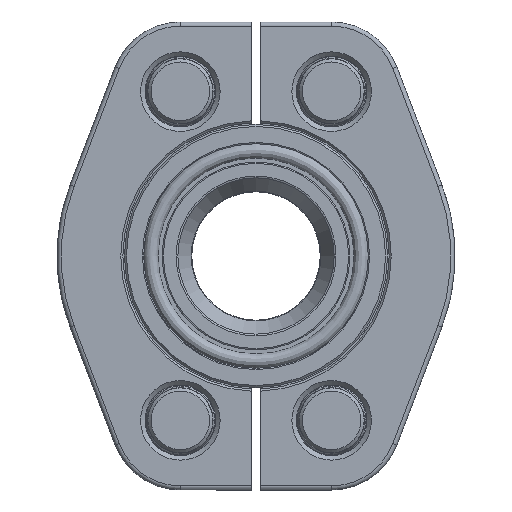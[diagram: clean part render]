
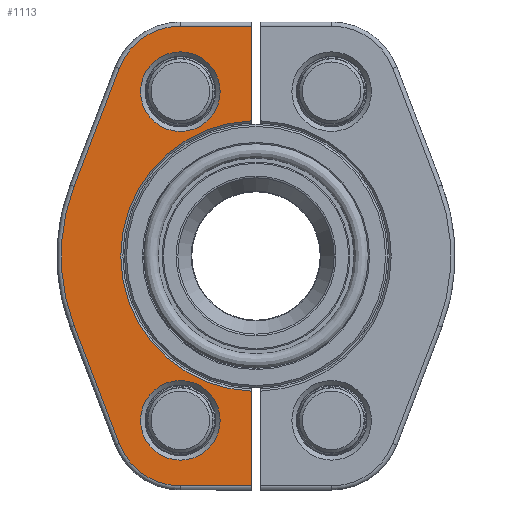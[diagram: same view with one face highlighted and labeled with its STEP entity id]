
A CAD part, left-side view. The second image highlights one B-rep face of the part: STEP entity #1113.
In plain terms, the highlighted face is planar.
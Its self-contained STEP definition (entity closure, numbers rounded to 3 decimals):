
#810=LINE('',#3301,#862);
#811=LINE('',#3304,#863);
#812=LINE('',#3308,#864);
#813=LINE('',#3312,#865);
#814=LINE('',#3316,#866);
#815=LINE('',#3318,#867);
#862=VECTOR('',#2752,1.);
#863=VECTOR('',#2753,1.);
#864=VECTOR('',#2756,1.);
#865=VECTOR('',#2759,1.);
#866=VECTOR('',#2762,1.);
#867=VECTOR('',#2763,1.);
#1023=PLANE('',#2368);
#1113=ADVANCED_FACE('',(#1252,#1253,#1254),#1023,.T.);
#1252=FACE_BOUND('',#1363,.T.);
#1253=FACE_BOUND('',#1364,.T.);
#1254=FACE_BOUND('',#1365,.T.);
#1363=EDGE_LOOP('',(#1604,#1605,#1606,#1607,#1608,#1609,#1610,#1611,#1612,
#1613));
#1364=EDGE_LOOP('',(#1614));
#1365=EDGE_LOOP('',(#1615));
#1604=ORIENTED_EDGE('',*,*,#2047,.F.);
#1605=ORIENTED_EDGE('',*,*,#2048,.T.);
#1606=ORIENTED_EDGE('',*,*,#2049,.T.);
#1607=ORIENTED_EDGE('',*,*,#2050,.T.);
#1608=ORIENTED_EDGE('',*,*,#2051,.T.);
#1609=ORIENTED_EDGE('',*,*,#2052,.T.);
#1610=ORIENTED_EDGE('',*,*,#2053,.T.);
#1611=ORIENTED_EDGE('',*,*,#2054,.T.);
#1612=ORIENTED_EDGE('',*,*,#2055,.F.);
#1613=ORIENTED_EDGE('',*,*,#2056,.T.);
#1614=ORIENTED_EDGE('',*,*,#2057,.T.);
#1615=ORIENTED_EDGE('',*,*,#2058,.T.);
#1896=VERTEX_POINT('',#3302);
#1897=VERTEX_POINT('',#3303);
#1898=VERTEX_POINT('',#3305);
#1899=VERTEX_POINT('',#3307);
#1900=VERTEX_POINT('',#3309);
#1901=VERTEX_POINT('',#3311);
#1902=VERTEX_POINT('',#3313);
#1903=VERTEX_POINT('',#3315);
#1904=VERTEX_POINT('',#3317);
#1905=VERTEX_POINT('',#3319);
#1906=VERTEX_POINT('',#3322);
#1907=VERTEX_POINT('',#3324);
#2047=EDGE_CURVE('',#1896,#1897,#810,.T.);
#2048=EDGE_CURVE('',#1896,#1898,#811,.T.);
#2049=EDGE_CURVE('',#1898,#1899,#2187,.T.);
#2050=EDGE_CURVE('',#1899,#1900,#812,.T.);
#2051=EDGE_CURVE('',#1900,#1901,#2188,.T.);
#2052=EDGE_CURVE('',#1901,#1902,#813,.T.);
#2053=EDGE_CURVE('',#1902,#1903,#2189,.T.);
#2054=EDGE_CURVE('',#1903,#1904,#814,.T.);
#2055=EDGE_CURVE('',#1905,#1904,#815,.T.);
#2056=EDGE_CURVE('',#1905,#1897,#2190,.T.);
#2057=EDGE_CURVE('',#1906,#1906,#2191,.T.);
#2058=EDGE_CURVE('',#1907,#1907,#2192,.T.);
#2187=CIRCLE('',#2362,15.8);
#2188=CIRCLE('',#2363,47.);
#2189=CIRCLE('',#2364,15.8);
#2190=CIRCLE('',#2365,32.625);
#2191=CIRCLE('',#2366,9.6);
#2192=CIRCLE('',#2367,9.6);
#2362=AXIS2_PLACEMENT_3D('',#3306,#2754,#2755);
#2363=AXIS2_PLACEMENT_3D('',#3310,#2757,#2758);
#2364=AXIS2_PLACEMENT_3D('',#3314,#2760,#2761);
#2365=AXIS2_PLACEMENT_3D('',#3320,#2764,#2765);
#2366=AXIS2_PLACEMENT_3D('',#3321,#2766,#2767);
#2367=AXIS2_PLACEMENT_3D('',#3323,#2768,#2769);
#2368=AXIS2_PLACEMENT_3D('',#3325,#2770,#2771);
#2752=DIRECTION('',(1.,0.,0.));
#2753=DIRECTION('',(0.,1.,0.));
#2754=DIRECTION('',(0.,0.,-1.));
#2755=DIRECTION('',(-1.,0.,0.));
#2756=DIRECTION('',(0.934,0.357,0.));
#2757=DIRECTION('',(0.,0.,-1.));
#2758=DIRECTION('',(-1.,0.,0.));
#2759=DIRECTION('',(0.934,-0.357,0.));
#2760=DIRECTION('',(0.,0.,-1.));
#2761=DIRECTION('',(-1.,0.,0.));
#2762=DIRECTION('',(0.,-1.,0.));
#2763=DIRECTION('',(1.,0.,0.));
#2764=DIRECTION('',(0.,0.,1.));
#2765=DIRECTION('',(-1.,0.,0.));
#2766=DIRECTION('',(0.,0.,1.));
#2767=DIRECTION('',(-1.,0.,0.));
#2768=DIRECTION('',(0.,0.,1.));
#2769=DIRECTION('',(-1.,0.,0.));
#2770=DIRECTION('',(0.,0.,-1.));
#2771=DIRECTION('',(-1.,0.,0.));
#3301=CARTESIAN_POINT('',(-69.,1.,0.));
#3302=CARTESIAN_POINT('',(-55.45,1.,0.));
#3303=CARTESIAN_POINT('',(-32.61,1.,0.));
#3304=CARTESIAN_POINT('',(-55.45,-18.25,0.));
#3305=CARTESIAN_POINT('',(-55.45,18.25,0.));
#3306=CARTESIAN_POINT('',(-39.65,18.25,0.));
#3307=CARTESIAN_POINT('',(-45.289,33.009,0.));
#3308=CARTESIAN_POINT('',(11.738,54.799,0.));
#3309=CARTESIAN_POINT('',(-16.775,43.904,0.));
#3310=CARTESIAN_POINT('',(0.,0.,0.));
#3311=CARTESIAN_POINT('',(16.775,43.904,0.));
#3312=CARTESIAN_POINT('',(57.459,28.359,0.));
#3313=CARTESIAN_POINT('',(45.289,33.009,0.));
#3314=CARTESIAN_POINT('',(39.65,18.25,0.));
#3315=CARTESIAN_POINT('',(55.45,18.25,0.));
#3316=CARTESIAN_POINT('',(55.45,-18.25,0.));
#3317=CARTESIAN_POINT('',(55.45,1.,0.));
#3318=CARTESIAN_POINT('',(-69.,1.,0.));
#3319=CARTESIAN_POINT('',(32.61,1.,0.));
#3320=CARTESIAN_POINT('',(0.,0.,0.));
#3321=CARTESIAN_POINT('',(-39.65,18.25,0.));
#3322=CARTESIAN_POINT('',(-49.25,18.25,0.));
#3323=CARTESIAN_POINT('',(39.65,18.25,0.));
#3324=CARTESIAN_POINT('',(30.05,18.25,0.));
#3325=CARTESIAN_POINT('',(39.65,-18.25,0.));
